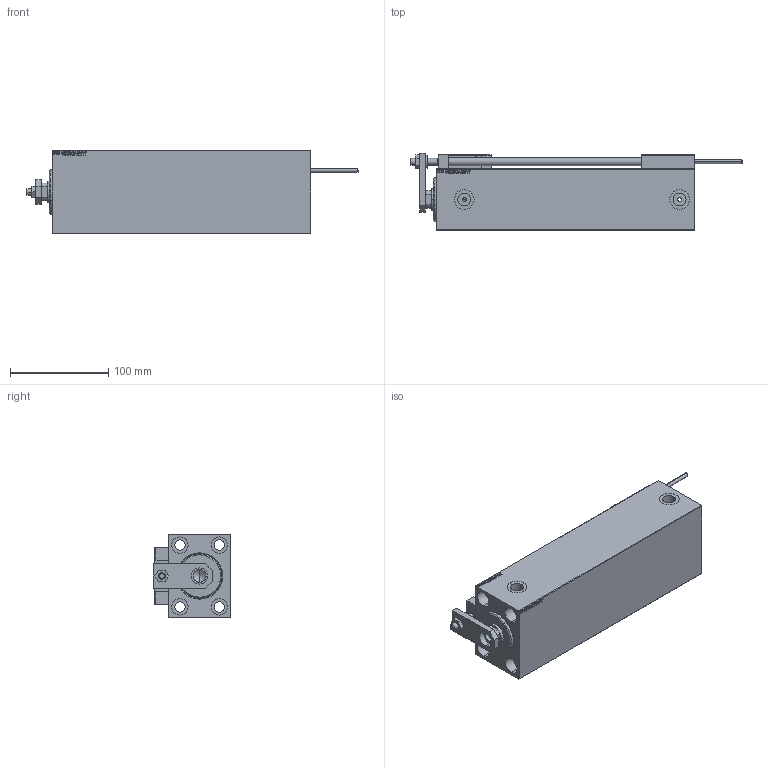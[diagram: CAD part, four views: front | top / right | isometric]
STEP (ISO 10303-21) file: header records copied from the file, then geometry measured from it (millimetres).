
FILE_DESCRIPTION (( 'STEP AP203' ), '1' );
FILE_NAME ('a17b.STEP', '2022-04-17T08:33:09', ( '' ), ( '' ), 'SwSTEP 2.0', 'SolidWorks 2019', '' );
FILE_SCHEMA (( 'CONFIG_CONTROL_DESIGN' ));
Length unit declared in the file: millimetre
Products named in the file (15): NUT_D12 8b080e75bbbadcb9695a2f9f51248d89; a17b; V450CM_VC_B 8b080e75bbbadcb9695a2f9f51248d89; SWITCH X 8b080e75bbbadcb9695a2f9f51248d89; MAGNET 8b080e75bbbadcb9695a2f9f51248d89; V450CM_C_VCP 8b080e75bbbadcb9695a2f9f51248d89; ALLEN BOLT D5 8b080e75bbbadcb9695a2f9f51248d89; ZARAZKA 8b080e75bbbadcb9695a2f9f51248d89; TYC_L79 8b080e75bbbadcb9695a2f9f51248d89; SWITCH_X_FRONT_BACK 8b080e75bbbadcb9695a2f9f51248d89; V450CM_C_Body 8b080e75bbbadcb9695a2f9f51248d89; KONCOVKA 8b080e75bbbadcb9695a2f9f51248d89; Block 8b080e75bbbadcb9695a2f9f51248d89; SWITCH DIM B,W 8b080e75bbbadcb9695a2f9f51248d89; ALLEN BOLT D8 8b080e75bbbadcb9695a2f9f51248d89
Assembly tree (24 placements, depth 3):
  a17b
    V450CM_C_Body 8b080e75bbbadcb9695a2f9f51248d89
    SWITCH X 8b080e75bbbadcb9695a2f9f51248d89
      SWITCH_X_FRONT_BACK 8b080e75bbbadcb9695a2f9f51248d89  x2
      TYC_L79 8b080e75bbbadcb9695a2f9f51248d89
      Block 8b080e75bbbadcb9695a2f9f51248d89  x2
      ALLEN BOLT D5 8b080e75bbbadcb9695a2f9f51248d89  x4
      ALLEN BOLT D8 8b080e75bbbadcb9695a2f9f51248d89  x4
      MAGNET 8b080e75bbbadcb9695a2f9f51248d89  x2
      KONCOVKA 8b080e75bbbadcb9695a2f9f51248d89  x2
    NUT_D12 8b080e75bbbadcb9695a2f9f51248d89
    SWITCH DIM B,W 8b080e75bbbadcb9695a2f9f51248d89
    ZARAZKA 8b080e75bbbadcb9695a2f9f51248d89
    V450CM_C_VCP 8b080e75bbbadcb9695a2f9f51248d89
    V450CM_VC_B 8b080e75bbbadcb9695a2f9f51248d89
Bounding box: 337.7 x 78.5 x 85 mm (x, y, z)
Volume: 1350983.2 mm3; surface area: 178686.7 mm2
Topology: 23 solids, 23 shells, 1296 faces, 3100 edges, 1983 vertices
Faces by surface type: plane 564, bspline 380, cylinder 198, cone 106, torus 44, sphere 4
Entity records: 50691 total; most frequent: CARTESIAN_POINT 26084, ORIENTED_EDGE 5220, DIRECTION 3538, EDGE_CURVE 2610, VERTEX_POINT 1707, LINE 1496, VECTOR 1496, EDGE_LOOP 1213
